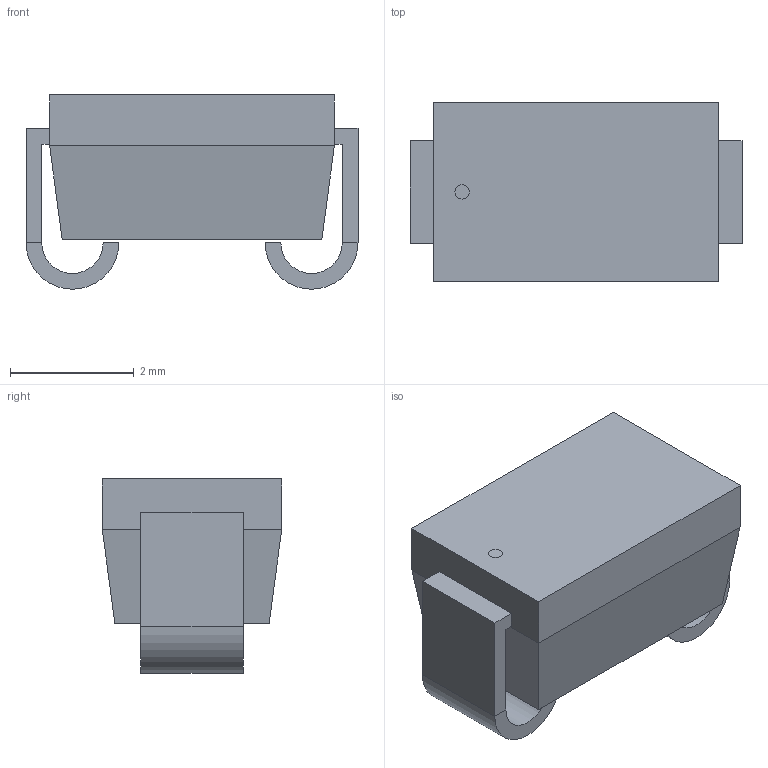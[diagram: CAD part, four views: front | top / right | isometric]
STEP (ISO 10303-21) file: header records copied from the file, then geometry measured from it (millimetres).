
FILE_DESCRIPTION(('STEP AP214'),'1');
FILE_NAME('SMA-L','2019-10-08T05:32:17',(''),(''),'','','');
FILE_SCHEMA(('AUTOMOTIVE_DESIGN'));
Length unit declared in the file: millimetre
Products named in the file (1): product
Bounding box: 5.36 x 2.9 x 3.14 mm (x, y, z)
Volume: 0 mm3; surface area: 89.5 mm2
Topology: 1 solids, 35 shells, 37 faces, 147 edges, 146 vertices
Faces by surface type: plane 32, cylinder 5
Full cylindrical faces by diameter (mm): 0.23 x1
Entity records: 1702 total; most frequent: CARTESIAN_POINT 319, VERTEX_POINT 274, DIRECTION 242, ORIENTED_EDGE 148, EDGE_CURVE 146, LINE 128, VECTOR 128, AXIS2_PLACEMENT_3D 57
